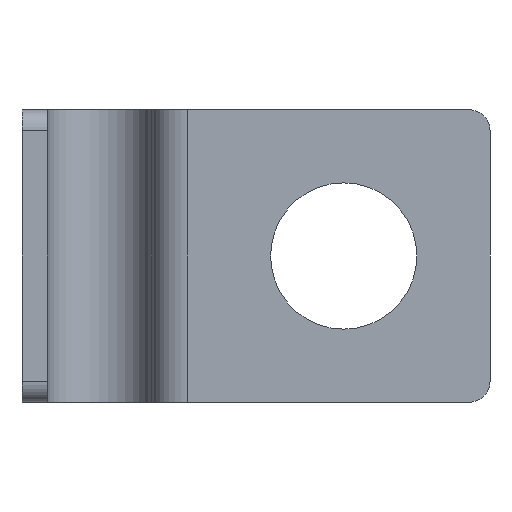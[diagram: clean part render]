
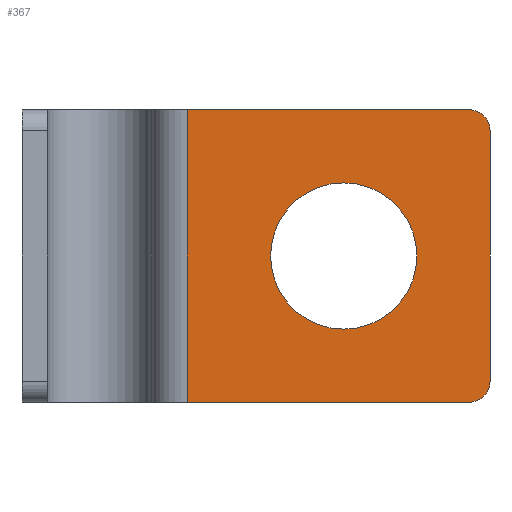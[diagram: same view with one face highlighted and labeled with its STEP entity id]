
A CAD part, front view. The second image highlights one B-rep face of the part: STEP entity #367.
In plain terms, the highlighted planar face has unit normal (0, -1, 0).
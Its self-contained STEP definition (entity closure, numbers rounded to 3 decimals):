
#2=CARTESIAN_POINT('',(14.2,0.,0.));
#3=DIRECTION('',(0.,1.,0.));
#4=DIRECTION('',(-1.,0.,0.));
#5=AXIS2_PLACEMENT_3D('',#2,#3,#4);
#7=CARTESIAN_POINT('',(14.2,0.,0.));
#8=DIRECTION('',(0.,1.,0.));
#9=DIRECTION('',(1.,0.,0.));
#10=AXIS2_PLACEMENT_3D('',#7,#8,#9);
#12=CARTESIAN_POINT('',(20.2,0.,6.));
#13=DIRECTION('',(0.,-1.,0.));
#14=DIRECTION('',(1.,0.,0.));
#15=AXIS2_PLACEMENT_3D('',#12,#13,#14);
#17=CARTESIAN_POINT('',(20.2,0.,-6.));
#18=DIRECTION('',(0.,-1.,0.));
#19=DIRECTION('',(0.,0.,-1.));
#20=AXIS2_PLACEMENT_3D('',#17,#18,#19);
#54=DIRECTION('',(1.,0.,0.));
#55=VECTOR('',#54,13.5);
#56=CARTESIAN_POINT('',(6.7,0.,7.));
#57=LINE('',#56,#55);
#70=DIRECTION('',(0.,0.,1.));
#71=VECTOR('',#70,14.);
#72=CARTESIAN_POINT('',(6.7,0.,-7.));
#73=LINE('',#72,#71);
#100=DIRECTION('',(1.,0.,0.));
#101=VECTOR('',#100,13.5);
#102=CARTESIAN_POINT('',(6.7,0.,-7.));
#103=LINE('',#102,#101);
#116=DIRECTION('',(0.,0.,1.));
#117=VECTOR('',#116,12.);
#118=CARTESIAN_POINT('',(21.2,0.,-6.));
#119=LINE('',#118,#117);
#282=CARTESIAN_POINT('',(6.7,0.,-7.));
#283=CARTESIAN_POINT('',(6.7,0.,7.));
#284=VERTEX_POINT('',#282);
#285=VERTEX_POINT('',#283);
#302=CARTESIAN_POINT('',(10.7,0.,0.));
#303=CARTESIAN_POINT('',(17.7,0.,0.));
#304=VERTEX_POINT('',#302);
#305=VERTEX_POINT('',#303);
#318=CARTESIAN_POINT('',(21.2,0.,6.));
#319=CARTESIAN_POINT('',(20.2,0.,7.));
#320=VERTEX_POINT('',#318);
#321=VERTEX_POINT('',#319);
#326=CARTESIAN_POINT('',(20.2,0.,-7.));
#327=CARTESIAN_POINT('',(21.2,0.,-6.));
#328=VERTEX_POINT('',#326);
#329=VERTEX_POINT('',#327);
#342=CARTESIAN_POINT('',(5.,0.,-7.));
#343=DIRECTION('',(0.,-1.,0.));
#344=DIRECTION('',(1.,0.,0.));
#345=AXIS2_PLACEMENT_3D('',#342,#343,#344);
#346=PLANE('',#345);
#348=ORIENTED_EDGE('',*,*,#347,.F.);
#350=ORIENTED_EDGE('',*,*,#349,.F.);
#352=ORIENTED_EDGE('',*,*,#351,.F.);
#354=ORIENTED_EDGE('',*,*,#353,.F.);
#356=ORIENTED_EDGE('',*,*,#355,.T.);
#358=ORIENTED_EDGE('',*,*,#357,.T.);
#359=EDGE_LOOP('',(#348,#350,#352,#354,#356,#358));
#360=FACE_OUTER_BOUND('',#359,.F.);
#362=ORIENTED_EDGE('',*,*,#361,.F.);
#364=ORIENTED_EDGE('',*,*,#363,.F.);
#365=EDGE_LOOP('',(#362,#364));
#366=FACE_BOUND('',#365,.F.);
#367=ADVANCED_FACE('',(#360,#366),#346,.T.);
#6=CIRCLE('',#5,3.5);
#11=CIRCLE('',#10,3.5);
#16=CIRCLE('',#15,1.);
#21=CIRCLE('',#20,1.);
#347=EDGE_CURVE('',#320,#321,#16,.T.);
#349=EDGE_CURVE('',#329,#320,#119,.T.);
#351=EDGE_CURVE('',#328,#329,#21,.T.);
#353=EDGE_CURVE('',#284,#328,#103,.T.);
#355=EDGE_CURVE('',#284,#285,#73,.T.);
#357=EDGE_CURVE('',#285,#321,#57,.T.);
#361=EDGE_CURVE('',#304,#305,#6,.T.);
#363=EDGE_CURVE('',#305,#304,#11,.T.);
